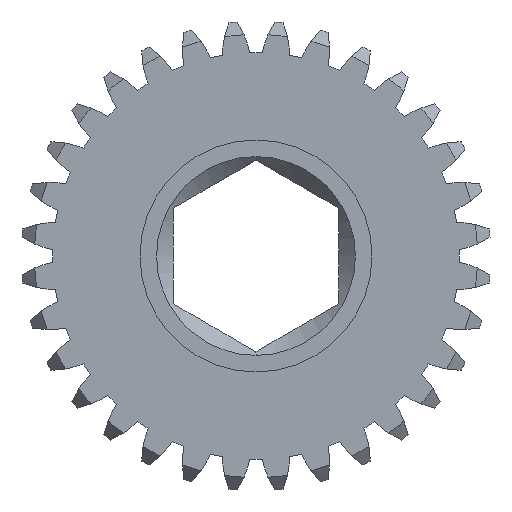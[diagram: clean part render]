
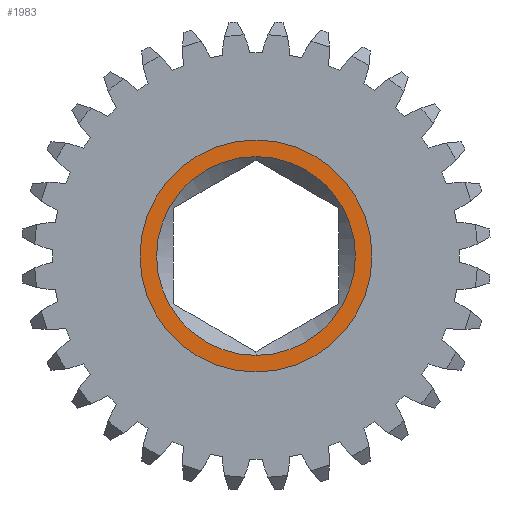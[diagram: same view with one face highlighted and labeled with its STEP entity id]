
A CAD part, left-side view. The second image highlights one B-rep face of the part: STEP entity #1983.
In plain terms, the highlighted planar face has unit normal (-1, 0, 0).
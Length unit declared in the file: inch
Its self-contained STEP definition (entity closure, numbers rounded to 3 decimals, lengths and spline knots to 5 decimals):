
#565 = ORIENTED_EDGE ( 'NONE', *, *, #4716, .F. ) ;
#795 = ORIENTED_EDGE ( 'NONE', *, *, #7104, .F. ) ;
#895 = PLANE ( 'NONE',  #6741 ) ;
#1009 = ORIENTED_EDGE ( 'NONE', *, *, #2065, .T. ) ;
#1165 = AXIS2_PLACEMENT_3D ( 'NONE', #6540, #6073, #5999 ) ;
#1173 = CARTESIAN_POINT ( 'NONE',  ( -0.0625, 0., -0.225 ) ) ;
#1196 = VERTEX_POINT ( 'NONE', #3060 ) ;
#1387 = AXIS2_PLACEMENT_3D ( 'NONE', #6789, #4529, #5717 ) ;
#1413 = EDGE_CURVE ( 'NONE', #4603, #1799, #6744, .T. ) ;
#1510 = DIRECTION ( 'NONE',  ( 1., 0., 0. ) ) ;
#1732 = EDGE_LOOP ( 'NONE', ( #795, #565 ) ) ;
#1799 = VERTEX_POINT ( 'NONE', #1173 ) ;
#1983 = ADVANCED_FACE ( 'NONE', ( #2006, #3716 ), #895, .F. ) ;
#2006 = FACE_BOUND ( 'NONE', #2737, .T. ) ;
#2065 = EDGE_CURVE ( 'NONE', #1799, #4603, #4656, .T. ) ;
#2167 = AXIS2_PLACEMENT_3D ( 'NONE', #3010, #7019, #3046 ) ;
#2682 = CARTESIAN_POINT ( 'NONE',  ( -0.0625, 0., 0. ) ) ;
#2737 = EDGE_LOOP ( 'NONE', ( #1009, #3500 ) ) ;
#3010 = CARTESIAN_POINT ( 'NONE',  ( -0.0625, 0., 0. ) ) ;
#3046 = DIRECTION ( 'NONE',  ( 0., 0., -1. ) ) ;
#3060 = CARTESIAN_POINT ( 'NONE',  ( -0.0625, 0., 0.2625 ) ) ;
#3183 = DIRECTION ( 'NONE',  ( 1., 0., 0. ) ) ;
#3500 = ORIENTED_EDGE ( 'NONE', *, *, #1413, .T. ) ;
#3693 = AXIS2_PLACEMENT_3D ( 'NONE', #5469, #1510, #6110 ) ;
#3716 = FACE_OUTER_BOUND ( 'NONE', #1732, .T. ) ;
#4246 = CARTESIAN_POINT ( 'NONE',  ( -0.0625, 0., -0.2625 ) ) ;
#4439 = CIRCLE ( 'NONE', #1165, 0.2625 ) ;
#4529 = DIRECTION ( 'NONE',  ( 1., 0., 0. ) ) ;
#4603 = VERTEX_POINT ( 'NONE', #5748 ) ;
#4656 = CIRCLE ( 'NONE', #3693, 0.225 ) ;
#4716 = EDGE_CURVE ( 'NONE', #1196, #7078, #5812, .T. ) ;
#5469 = CARTESIAN_POINT ( 'NONE',  ( -0.0625, 0., 0. ) ) ;
#5717 = DIRECTION ( 'NONE',  ( 0., 0., -1. ) ) ;
#5748 = CARTESIAN_POINT ( 'NONE',  ( -0.0625, 0., 0.225 ) ) ;
#5812 = CIRCLE ( 'NONE', #2167, 0.2625 ) ;
#5999 = DIRECTION ( 'NONE',  ( 0., 0., -1. ) ) ;
#6073 = DIRECTION ( 'NONE',  ( 1., 0., 0. ) ) ;
#6110 = DIRECTION ( 'NONE',  ( 0., 0., -1. ) ) ;
#6540 = CARTESIAN_POINT ( 'NONE',  ( -0.0625, 0., 0. ) ) ;
#6741 = AXIS2_PLACEMENT_3D ( 'NONE', #2682, #3183, #7304 ) ;
#6744 = CIRCLE ( 'NONE', #1387, 0.225 ) ;
#6789 = CARTESIAN_POINT ( 'NONE',  ( -0.0625, 0., 0. ) ) ;
#7019 = DIRECTION ( 'NONE',  ( 1., 0., 0. ) ) ;
#7078 = VERTEX_POINT ( 'NONE', #4246 ) ;
#7104 = EDGE_CURVE ( 'NONE', #7078, #1196, #4439, .T. ) ;
#7304 = DIRECTION ( 'NONE',  ( 0., 0., -1. ) ) ;
